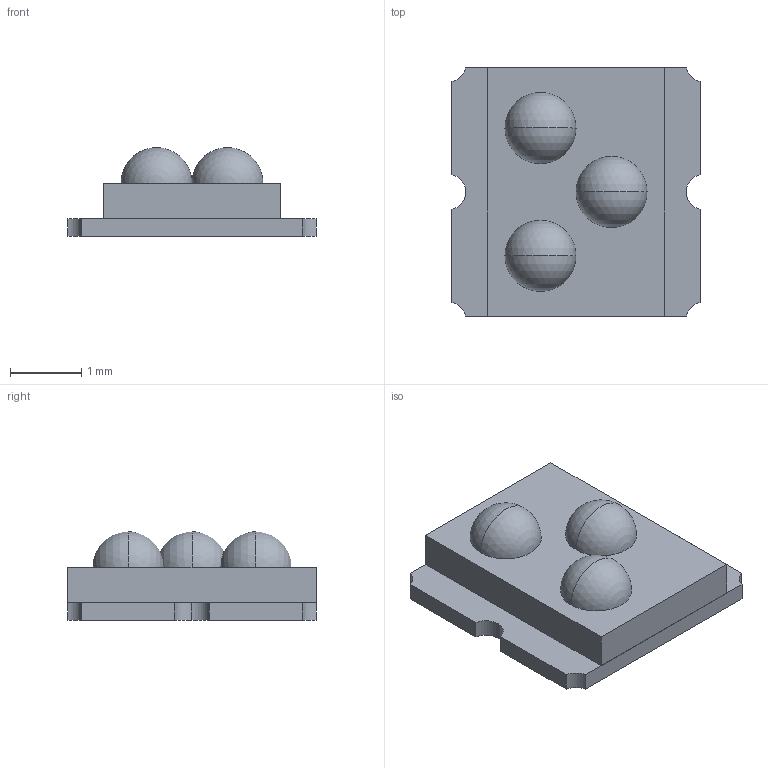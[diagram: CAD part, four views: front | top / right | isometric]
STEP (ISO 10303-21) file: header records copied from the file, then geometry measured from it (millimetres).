
FILE_DESCRIPTION (( 'STEP AP214' ), '1' );
FILE_NAME ('APTFD3535(RGB).STEP', '2021-07-02T20:47:55', ( '' ), ( '' ), 'SwSTEP 2.0', 'SolidWorks 2014', '' );
FILE_SCHEMA (( 'AUTOMOTIVE_DESIGN' ));
Length unit declared in the file: millimetre
Products named in the file (1): APTFD3535(RGB)
Bounding box: 3.5 x 3.5 x 1.25 mm (x, y, z)
Volume: 8.2 mm3; surface area: 54.5 mm2
Topology: 5 solids, 5 shells, 45 faces, 111 edges, 73 vertices
Faces by surface type: plane 32, cylinder 7, sphere 6
Entity records: 1313 total; most frequent: DIRECTION 217, CARTESIAN_POINT 212, ORIENTED_EDGE 198, EDGE_CURVE 99, VECTOR 73, LINE 73, AXIS2_PLACEMENT_3D 72, VERTEX_POINT 67
